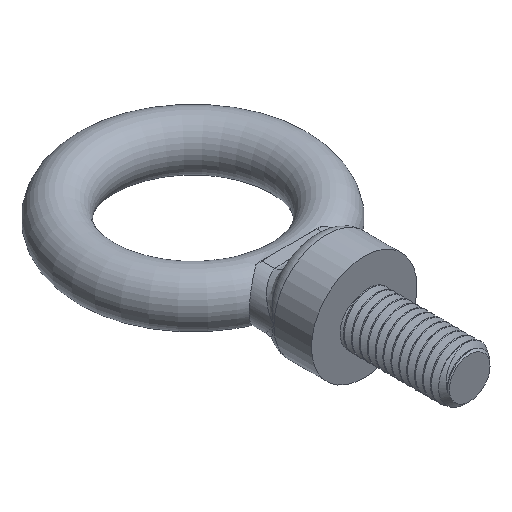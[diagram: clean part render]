
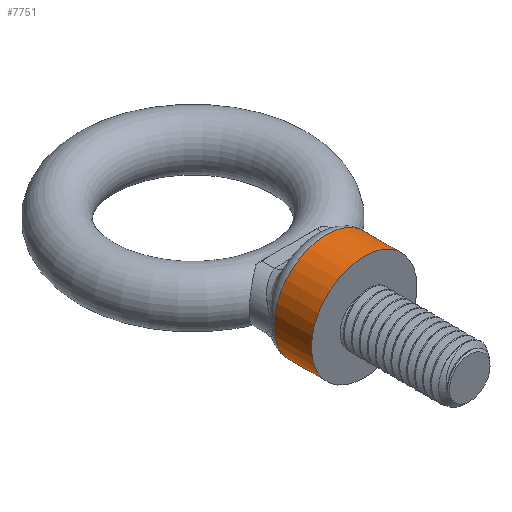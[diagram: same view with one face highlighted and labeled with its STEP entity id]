
A CAD part, isometric view. The second image highlights one B-rep face of the part: STEP entity #7751.
In plain terms, the highlighted cylindrical face has radius 10 mm (diameter 20 mm), a full revolution.
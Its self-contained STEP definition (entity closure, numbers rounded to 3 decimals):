
#5706 = PLANE('',#5707);
#5707 = AXIS2_PLACEMENT_3D('',#5708,#5709,#5710);
#5708 = CARTESIAN_POINT('',(0.,0.,0.));
#5709 = DIRECTION('',(0.,-1.,0.));
#5710 = DIRECTION('',(0.,0.,-1.));
#7751 = ADVANCED_FACE('',(#7752),#7765,.T.);
#7752 = FACE_BOUND('',#7753,.T.);
#7753 = EDGE_LOOP('',(#7754,#7783,#7806,#7835,#7862));
#7754 = ORIENTED_EDGE('',*,*,#7755,.F.);
#7755 = EDGE_CURVE('',#7756,#7756,#7758,.T.);
#7756 = VERTEX_POINT('',#7757);
#7757 = CARTESIAN_POINT('',(-10.,0.,0.
    ));
#7758 = SURFACE_CURVE('',#7759,(#7764,#7776),.PCURVE_S1.);
#7759 = CIRCLE('',#7760,10.);
#7760 = AXIS2_PLACEMENT_3D('',#7761,#7762,#7763);
#7761 = CARTESIAN_POINT('',(0.,0.,0.)
  );
#7762 = DIRECTION('',(0.,-1.,0.));
#7763 = DIRECTION('',(1.,0.,0.));
#7764 = PCURVE('',#7765,#7770);
#7765 = CYLINDRICAL_SURFACE('',#7766,10.);
#7766 = AXIS2_PLACEMENT_3D('',#7767,#7768,#7769);
#7767 = CARTESIAN_POINT('',(0.,0.,0.));
#7768 = DIRECTION('',(0.,-1.,0.));
#7769 = DIRECTION('',(1.,0.,0.));
#7770 = DEFINITIONAL_REPRESENTATION('',(#7771),#7775);
#7771 = LINE('',#7772,#7773);
#7772 = CARTESIAN_POINT('',(-6.283,0.));
#7773 = VECTOR('',#7774,1.);
#7774 = DIRECTION('',(1.,0.));
#7775 = ( GEOMETRIC_REPRESENTATION_CONTEXT(2) 
PARAMETRIC_REPRESENTATION_CONTEXT() REPRESENTATION_CONTEXT('2D SPACE',''
  ) );
#7776 = PCURVE('',#5706,#7777);
#7777 = DEFINITIONAL_REPRESENTATION('',(#7778),#7782);
#7778 = CIRCLE('',#7779,10.);
#7779 = AXIS2_PLACEMENT_2D('',#7780,#7781);
#7780 = CARTESIAN_POINT('',(0.,0.));
#7781 = DIRECTION('',(0.,1.));
#7782 = ( GEOMETRIC_REPRESENTATION_CONTEXT(2) 
PARAMETRIC_REPRESENTATION_CONTEXT() REPRESENTATION_CONTEXT('2D SPACE',''
  ) );
#7783 = ORIENTED_EDGE('',*,*,#7784,.T.);
#7784 = EDGE_CURVE('',#7756,#7785,#7787,.T.);
#7785 = VERTEX_POINT('',#7786);
#7786 = CARTESIAN_POINT('',(-10.,7.125,0.));
#7787 = SEAM_CURVE('',#7788,(#7792,#7799),.PCURVE_S1.);
#7788 = LINE('',#7789,#7790);
#7789 = CARTESIAN_POINT('',(-10.,0.,0.)
  );
#7790 = VECTOR('',#7791,1.);
#7791 = DIRECTION('',(0.,1.,0.));
#7792 = PCURVE('',#7765,#7793);
#7793 = DEFINITIONAL_REPRESENTATION('',(#7794),#7798);
#7794 = LINE('',#7795,#7796);
#7795 = CARTESIAN_POINT('',(-3.142,0.));
#7796 = VECTOR('',#7797,1.);
#7797 = DIRECTION('',(0.,-1.));
#7798 = ( GEOMETRIC_REPRESENTATION_CONTEXT(2) 
PARAMETRIC_REPRESENTATION_CONTEXT() REPRESENTATION_CONTEXT('2D SPACE',''
  ) );
#7799 = PCURVE('',#7765,#7800);
#7800 = DEFINITIONAL_REPRESENTATION('',(#7801),#7805);
#7801 = LINE('',#7802,#7803);
#7802 = CARTESIAN_POINT('',(3.142,0.));
#7803 = VECTOR('',#7804,1.);
#7804 = DIRECTION('',(0.,-1.));
#7805 = ( GEOMETRIC_REPRESENTATION_CONTEXT(2) 
PARAMETRIC_REPRESENTATION_CONTEXT() REPRESENTATION_CONTEXT('2D SPACE',''
  ) );
#7806 = ORIENTED_EDGE('',*,*,#7807,.T.);
#7807 = EDGE_CURVE('',#7785,#7808,#7810,.T.);
#7808 = VERTEX_POINT('',#7809);
#7809 = CARTESIAN_POINT('',(10.,7.125,0.));
#7810 = SURFACE_CURVE('',#7811,(#7816,#7823),.PCURVE_S1.);
#7811 = CIRCLE('',#7812,10.);
#7812 = AXIS2_PLACEMENT_3D('',#7813,#7814,#7815);
#7813 = CARTESIAN_POINT('',(0.,7.125,0.));
#7814 = DIRECTION('',(0.,-1.,0.));
#7815 = DIRECTION('',(1.,0.,0.));
#7816 = PCURVE('',#7765,#7817);
#7817 = DEFINITIONAL_REPRESENTATION('',(#7818),#7822);
#7818 = LINE('',#7819,#7820);
#7819 = CARTESIAN_POINT('',(-6.283,-7.125));
#7820 = VECTOR('',#7821,1.);
#7821 = DIRECTION('',(1.,0.));
#7822 = ( GEOMETRIC_REPRESENTATION_CONTEXT(2) 
PARAMETRIC_REPRESENTATION_CONTEXT() REPRESENTATION_CONTEXT('2D SPACE',''
  ) );
#7823 = PCURVE('',#7824,#7829);
#7824 = TOROIDAL_SURFACE('',#7825,7.625,2.375);
#7825 = AXIS2_PLACEMENT_3D('',#7826,#7827,#7828);
#7826 = CARTESIAN_POINT('',(0.,7.125,0.));
#7827 = DIRECTION('',(0.,-1.,0.));
#7828 = DIRECTION('',(1.,0.,0.));
#7829 = DEFINITIONAL_REPRESENTATION('',(#7830),#7834);
#7830 = LINE('',#7831,#7832);
#7831 = CARTESIAN_POINT('',(0.,6.283));
#7832 = VECTOR('',#7833,1.);
#7833 = DIRECTION('',(1.,0.));
#7834 = ( GEOMETRIC_REPRESENTATION_CONTEXT(2) 
PARAMETRIC_REPRESENTATION_CONTEXT() REPRESENTATION_CONTEXT('2D SPACE',''
  ) );
#7835 = ORIENTED_EDGE('',*,*,#7836,.T.);
#7836 = EDGE_CURVE('',#7808,#7785,#7837,.T.);
#7837 = SURFACE_CURVE('',#7838,(#7843,#7850),.PCURVE_S1.);
#7838 = CIRCLE('',#7839,10.);
#7839 = AXIS2_PLACEMENT_3D('',#7840,#7841,#7842);
#7840 = CARTESIAN_POINT('',(0.,7.125,0.));
#7841 = DIRECTION('',(0.,-1.,0.));
#7842 = DIRECTION('',(1.,0.,0.));
#7843 = PCURVE('',#7765,#7844);
#7844 = DEFINITIONAL_REPRESENTATION('',(#7845),#7849);
#7845 = LINE('',#7846,#7847);
#7846 = CARTESIAN_POINT('',(0.,-7.125));
#7847 = VECTOR('',#7848,1.);
#7848 = DIRECTION('',(1.,0.));
#7849 = ( GEOMETRIC_REPRESENTATION_CONTEXT(2) 
PARAMETRIC_REPRESENTATION_CONTEXT() REPRESENTATION_CONTEXT('2D SPACE',''
  ) );
#7850 = PCURVE('',#7851,#7856);
#7851 = TOROIDAL_SURFACE('',#7852,7.625,2.375);
#7852 = AXIS2_PLACEMENT_3D('',#7853,#7854,#7855);
#7853 = CARTESIAN_POINT('',(0.,7.125,0.));
#7854 = DIRECTION('',(0.,-1.,0.));
#7855 = DIRECTION('',(1.,0.,0.));
#7856 = DEFINITIONAL_REPRESENTATION('',(#7857),#7861);
#7857 = LINE('',#7858,#7859);
#7858 = CARTESIAN_POINT('',(0.,6.283));
#7859 = VECTOR('',#7860,1.);
#7860 = DIRECTION('',(1.,0.));
#7861 = ( GEOMETRIC_REPRESENTATION_CONTEXT(2) 
PARAMETRIC_REPRESENTATION_CONTEXT() REPRESENTATION_CONTEXT('2D SPACE',''
  ) );
#7862 = ORIENTED_EDGE('',*,*,#7784,.F.);
